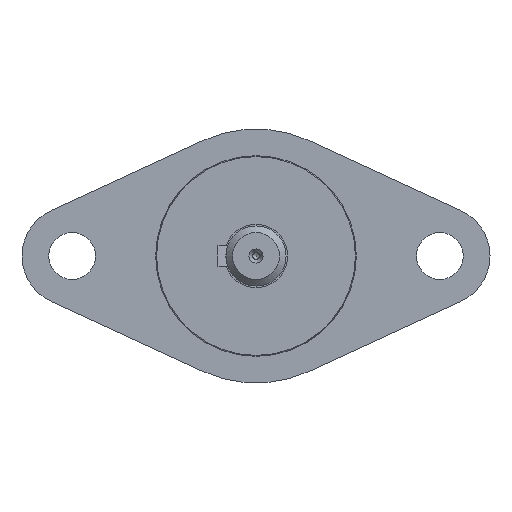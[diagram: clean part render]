
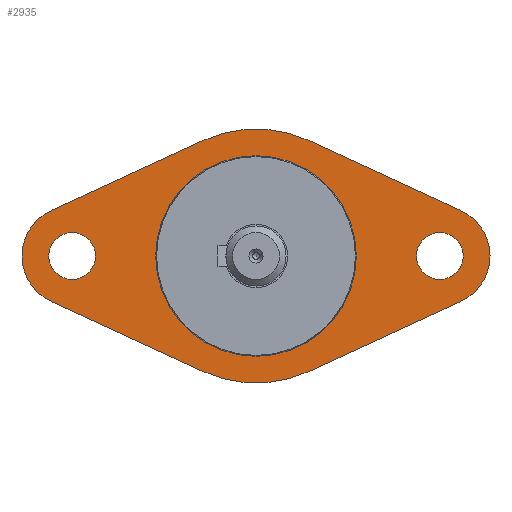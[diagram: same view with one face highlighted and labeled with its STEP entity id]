
A CAD part, left-side view. The second image highlights one B-rep face of the part: STEP entity #2935.
In plain terms, the highlighted planar face has unit normal (-1, 0, 0).
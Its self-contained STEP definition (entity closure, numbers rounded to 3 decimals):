
#213=FACE_BOUND('',#1089,.T.);
#214=FACE_BOUND('',#1090,.T.);
#215=FACE_BOUND('',#1091,.T.);
#468=LINE('',#4892,#719);
#472=LINE('',#4904,#723);
#476=LINE('',#4916,#727);
#480=LINE('',#4926,#731);
#719=VECTOR('',#3894,10.);
#723=VECTOR('',#3906,10.);
#727=VECTOR('',#3918,10.);
#731=VECTOR('',#3930,10.);
#915=FACE_OUTER_BOUND('',#1088,.T.);
#1088=EDGE_LOOP('',(#2629,#2630,#2631,#2632,#2633,#2634,#2635,#2636));
#1089=EDGE_LOOP('',(#2637));
#1090=EDGE_LOOP('',(#2638));
#1091=EDGE_LOOP('',(#2639,#2640));
#1189=CIRCLE('',#3174,3.5);
#1191=CIRCLE('',#3177,3.5);
#1193=CIRCLE('',#3180,7.5);
#1195=CIRCLE('',#3184,19.);
#1197=CIRCLE('',#3188,7.5);
#1199=CIRCLE('',#3192,19.);
#1208=CIRCLE('',#3207,15.);
#1209=CIRCLE('',#3208,15.);
#1450=VERTEX_POINT('',#4870);
#1452=VERTEX_POINT('',#4876);
#1455=VERTEX_POINT('',#4883);
#1456=VERTEX_POINT('',#4885);
#1458=VERTEX_POINT('',#4891);
#1460=VERTEX_POINT('',#4897);
#1462=VERTEX_POINT('',#4903);
#1464=VERTEX_POINT('',#4909);
#1466=VERTEX_POINT('',#4915);
#1468=VERTEX_POINT('',#4921);
#1477=VERTEX_POINT('',#4951);
#1478=VERTEX_POINT('',#4952);
#1831=EDGE_CURVE('',#1450,#1450,#1189,.T.);
#1834=EDGE_CURVE('',#1452,#1452,#1191,.T.);
#1837=EDGE_CURVE('',#1456,#1455,#1193,.T.);
#1840=EDGE_CURVE('',#1458,#1456,#468,.T.);
#1843=EDGE_CURVE('',#1460,#1458,#1195,.T.);
#1846=EDGE_CURVE('',#1462,#1460,#472,.T.);
#1849=EDGE_CURVE('',#1464,#1462,#1197,.T.);
#1852=EDGE_CURVE('',#1466,#1464,#476,.T.);
#1855=EDGE_CURVE('',#1468,#1466,#1199,.T.);
#1858=EDGE_CURVE('',#1455,#1468,#480,.T.);
#1870=EDGE_CURVE('',#1477,#1478,#1208,.T.);
#1871=EDGE_CURVE('',#1478,#1477,#1209,.T.);
#2629=ORIENTED_EDGE('',*,*,#1849,.T.);
#2630=ORIENTED_EDGE('',*,*,#1846,.T.);
#2631=ORIENTED_EDGE('',*,*,#1843,.T.);
#2632=ORIENTED_EDGE('',*,*,#1840,.T.);
#2633=ORIENTED_EDGE('',*,*,#1837,.T.);
#2634=ORIENTED_EDGE('',*,*,#1858,.T.);
#2635=ORIENTED_EDGE('',*,*,#1855,.T.);
#2636=ORIENTED_EDGE('',*,*,#1852,.T.);
#2637=ORIENTED_EDGE('',*,*,#1831,.T.);
#2638=ORIENTED_EDGE('',*,*,#1834,.T.);
#2639=ORIENTED_EDGE('',*,*,#1870,.T.);
#2640=ORIENTED_EDGE('',*,*,#1871,.T.);
#2786=PLANE('',#3209);
#2935=ADVANCED_FACE('',(#915,#213,#214,#215),#2786,.T.);
#3174=AXIS2_PLACEMENT_3D('',#4872,#3874,#3875);
#3177=AXIS2_PLACEMENT_3D('',#4878,#3881,#3882);
#3180=AXIS2_PLACEMENT_3D('',#4886,#3888,#3889);
#3184=AXIS2_PLACEMENT_3D('',#4898,#3900,#3901);
#3188=AXIS2_PLACEMENT_3D('',#4910,#3912,#3913);
#3192=AXIS2_PLACEMENT_3D('',#4922,#3924,#3925);
#3207=AXIS2_PLACEMENT_3D('',#4953,#3960,#3961);
#3208=AXIS2_PLACEMENT_3D('',#4954,#3962,#3963);
#3209=AXIS2_PLACEMENT_3D('',#4956,#3965,#3966);
#3874=DIRECTION('center_axis',(1.,0.,0.));
#3875=DIRECTION('ref_axis',(0.,0.,
1.));
#3881=DIRECTION('center_axis',(1.,0.,0.));
#3882=DIRECTION('ref_axis',(0.,0.,
1.));
#3888=DIRECTION('center_axis',(-1.,0.,0.));
#3889=DIRECTION('ref_axis',(0.,-0.418,0.908));
#3894=DIRECTION('',(0.,-0.908,0.418));
#3900=DIRECTION('center_axis',(-1.,0.,0.));
#3901=DIRECTION('ref_axis',(0.,-0.418,-0.908));
#3906=DIRECTION('',(0.,-0.908,-0.418));
#3912=DIRECTION('center_axis',(-1.,0.,0.));
#3913=DIRECTION('ref_axis',(0.,0.418,-0.908));
#3918=DIRECTION('',(0.,0.908,-0.418));
#3924=DIRECTION('center_axis',(-1.,0.,0.));
#3925=DIRECTION('ref_axis',(0.,0.418,0.908));
#3930=DIRECTION('',(0.,0.908,0.418));
#3960=DIRECTION('center_axis',(1.,0.,0.));
#3961=DIRECTION('ref_axis',(0.,1.,0.));
#3962=DIRECTION('center_axis',(1.,0.,0.));
#3963=DIRECTION('ref_axis',(0.,1.,0.));
#3965=DIRECTION('center_axis',(-1.,0.,0.));
#3966=DIRECTION('ref_axis',(0.,0.,
1.));
#4870=CARTESIAN_POINT('',(-91.9,-27.5,-3.5));
#4872=CARTESIAN_POINT('Origin',(-91.9,-27.5,0.));
#4876=CARTESIAN_POINT('',(-91.9,27.5,-3.5));
#4878=CARTESIAN_POINT('Origin',(-91.9,27.5,0.));
#4883=CARTESIAN_POINT('',(-91.9,-30.636,6.813));
#4885=CARTESIAN_POINT('',(-91.9,-30.636,-6.813));
#4886=CARTESIAN_POINT('Origin',(-91.9,-27.5,0.));
#4891=CARTESIAN_POINT('',(-91.9,-7.945,-17.259));
#4892=CARTESIAN_POINT('',(-91.9,-8.977,-16.784));
#4897=CARTESIAN_POINT('',(-91.9,7.945,-17.259));
#4898=CARTESIAN_POINT('Origin',(-91.9,0.,
0.));
#4903=CARTESIAN_POINT('',(-91.9,30.636,-6.813));
#4904=CARTESIAN_POINT('',(-91.9,18.26,-12.511));
#4909=CARTESIAN_POINT('',(-91.9,30.636,6.813));
#4910=CARTESIAN_POINT('Origin',(-91.9,27.5,0.));
#4915=CARTESIAN_POINT('',(-91.9,7.945,17.259));
#4916=CARTESIAN_POINT('',(-91.9,29.605,7.288));
#4921=CARTESIAN_POINT('',(-91.9,-7.945,17.259));
#4922=CARTESIAN_POINT('Origin',(-91.9,0.,
0.));
#4926=CARTESIAN_POINT('',(-91.9,2.369,22.007));
#4951=CARTESIAN_POINT('',(-91.9,15.,0.));
#4952=CARTESIAN_POINT('',(-91.9,-15.,0.));
#4953=CARTESIAN_POINT('Origin',(-91.9,0.,
0.));
#4954=CARTESIAN_POINT('Origin',(-91.9,0.,
0.));
#4956=CARTESIAN_POINT('Origin',(-91.9,25.,0.));
